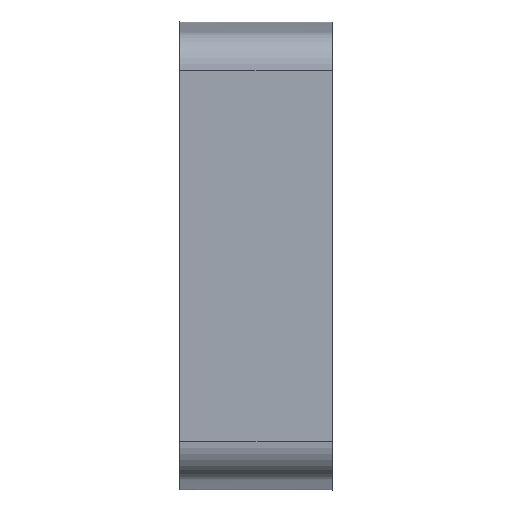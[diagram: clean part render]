
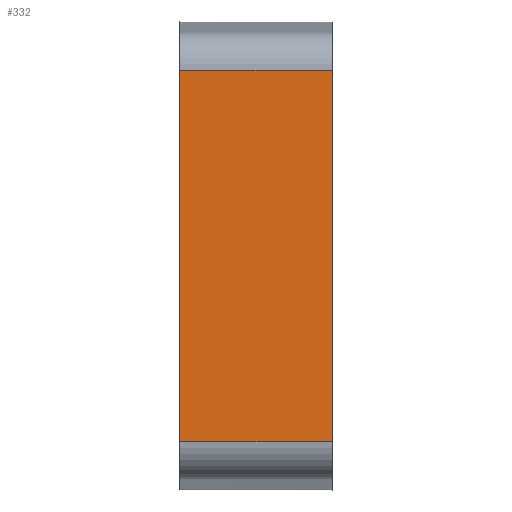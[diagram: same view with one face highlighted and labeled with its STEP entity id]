
A CAD part, front view. The second image highlights one B-rep face of the part: STEP entity #332.
In plain terms, the highlighted planar face has unit normal (0, -1, 0).
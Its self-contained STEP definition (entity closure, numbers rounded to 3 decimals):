
#44=FACE_OUTER_BOUND('',#63,.T.);
#63=EDGE_LOOP('',(#275,#276,#277,#278));
#71=LINE('',#513,#95);
#87=LINE('',#1101,#111);
#88=LINE('',#1104,#112);
#89=LINE('',#1105,#113);
#95=VECTOR('',#391,10.);
#111=VECTOR('',#443,10.);
#112=VECTOR('',#446,10.);
#113=VECTOR('',#447,10.);
#142=VERTEX_POINT('',#510);
#143=VERTEX_POINT('',#512);
#165=VERTEX_POINT('',#1099);
#166=VERTEX_POINT('',#1103);
#174=EDGE_CURVE('',#142,#143,#71,.T.);
#207=EDGE_CURVE('',#142,#165,#87,.T.);
#208=EDGE_CURVE('',#166,#165,#88,.T.);
#209=EDGE_CURVE('',#143,#166,#89,.T.);
#275=ORIENTED_EDGE('',*,*,#207,.T.);
#276=ORIENTED_EDGE('',*,*,#208,.F.);
#277=ORIENTED_EDGE('',*,*,#209,.F.);
#278=ORIENTED_EDGE('',*,*,#174,.F.);
#318=PLANE('',#374);
#332=ADVANCED_FACE('',(#44),#318,.T.);
#374=AXIS2_PLACEMENT_3D('',#1102,#444,#445);
#391=DIRECTION('',(0.,0.,1.));
#443=DIRECTION('',(1.,0.,0.));
#444=DIRECTION('center_axis',(0.,-1.,0.));
#445=DIRECTION('ref_axis',(0.,0.,-1.));
#446=DIRECTION('',(0.,0.,-1.));
#447=DIRECTION('',(1.,0.,0.));
#510=CARTESIAN_POINT('',(4.5,71.,-15.165));
#512=CARTESIAN_POINT('',(4.5,71.,-5.435));
#513=CARTESIAN_POINT('',(4.5,71.,-5.435));
#1099=CARTESIAN_POINT('',(8.5,71.,-15.165));
#1101=CARTESIAN_POINT('',(6.5,71.,-15.165));
#1102=CARTESIAN_POINT('Origin',(6.5,71.,-5.435));
#1103=CARTESIAN_POINT('',(8.5,71.,-5.435));
#1104=CARTESIAN_POINT('',(8.5,71.,-5.435));
#1105=CARTESIAN_POINT('',(6.5,71.,-5.435));
